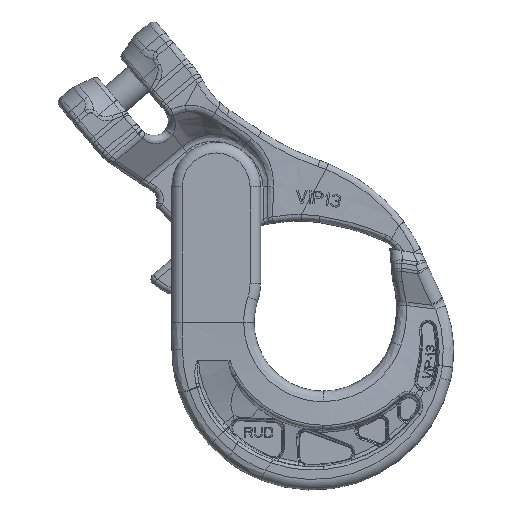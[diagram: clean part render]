
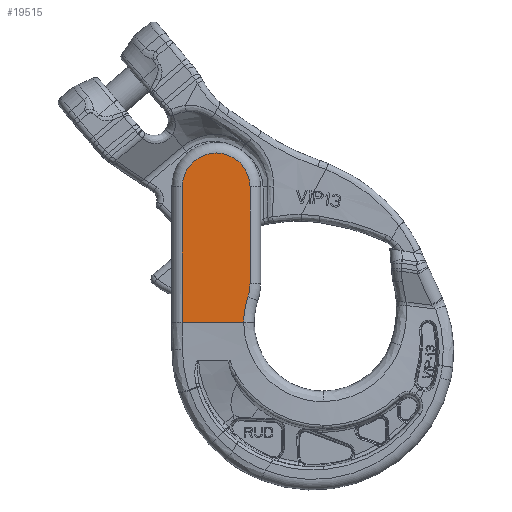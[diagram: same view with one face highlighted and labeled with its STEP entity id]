
A CAD part, top view. The second image highlights one B-rep face of the part: STEP entity #19515.
In plain terms, the highlighted planar face has unit normal (0, 0, 1).
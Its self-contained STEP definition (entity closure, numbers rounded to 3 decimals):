
#4259=CARTESIAN_POINT('',(0.,0.,18.));
#4260=DIRECTION('',(0.,0.,1.));
#4261=DIRECTION('',(-0.948,0.319,0.));
#4262=AXIS2_PLACEMENT_3D('',#4259,#4260,#4261);
#4264=CARTESIAN_POINT('',(-66.5,0.086,18.));
#4265=CARTESIAN_POINT('',(-65.564,0.087,18.));
#4266=CARTESIAN_POINT('',(-63.751,0.09,18.));
#4267=CARTESIAN_POINT('',(-61.239,0.093,
18.));
#4268=CARTESIAN_POINT('',(-58.843,0.097,
18.));
#4269=CARTESIAN_POINT('',(-56.514,0.101,
18.));
#4270=CARTESIAN_POINT('',(-54.208,0.106,
18.));
#4271=CARTESIAN_POINT('',(-51.91,0.11,
18.));
#4272=CARTESIAN_POINT('',(-49.614,0.115,
18.));
#4273=CARTESIAN_POINT('',(-47.309,0.121,
18.));
#4274=CARTESIAN_POINT('',(-44.974,0.127,
18.));
#4275=CARTESIAN_POINT('',(-42.585,0.134,
18.));
#4276=CARTESIAN_POINT('',(-40.082,0.143,
18.));
#4277=CARTESIAN_POINT('',(-38.369,0.149,
18.));
#4278=CARTESIAN_POINT('',(-37.5,0.153,
18.));
#4280=DIRECTION('',(0.,1.,0.));
#4281=VECTOR('',#4280,64.164);
#4282=CARTESIAN_POINT('',(-66.5,0.086,18.));
#4283=LINE('',#4282,#4281);
#4284=CARTESIAN_POINT('',(-50.5,64.25,18.));
#4285=DIRECTION('',(0.,0.,-1.));
#4286=DIRECTION('',(-1.,0.,0.));
#4287=AXIS2_PLACEMENT_3D('',#4284,#4285,#4286);
#4289=DIRECTION('',(0.,-1.,0.));
#4290=VECTOR('',#4289,45.92);
#4291=CARTESIAN_POINT('',(-34.5,64.25,18.));
#4292=LINE('',#4291,#4290);
#4293=CARTESIAN_POINT('',(-54.5,18.33,18.));
#4294=DIRECTION('',(0.,0.,-1.));
#4295=DIRECTION('',(1.,0.,0.));
#4296=AXIS2_PLACEMENT_3D('',#4293,#4294,#4295);
#9773=CARTESIAN_POINT('',(-35.543,11.955,18.));
#9774=CARTESIAN_POINT('',(-37.5,0.153,18.));
#9775=VERTEX_POINT('',#9773);
#9776=VERTEX_POINT('',#9774);
#9783=CARTESIAN_POINT('',(-34.5,18.33,18.));
#9784=VERTEX_POINT('',#9783);
#9787=CARTESIAN_POINT('',(-34.5,64.25,18.));
#9788=VERTEX_POINT('',#9787);
#9791=CARTESIAN_POINT('',(-66.5,64.25,18.));
#9792=VERTEX_POINT('',#9791);
#9793=CARTESIAN_POINT('',(-66.5,0.086,18.));
#9794=VERTEX_POINT('',#9793);
#19498=CARTESIAN_POINT('',(0.,0.,18.));
#19499=DIRECTION('',(0.,0.,1.));
#19500=DIRECTION('',(1.,0.,0.));
#19501=AXIS2_PLACEMENT_3D('',#19498,#19499,#19500);
#19502=PLANE('',#19501);
#19503=ORIENTED_EDGE('',*,*,#19489,.T.);
#19505=ORIENTED_EDGE('',*,*,#19504,.F.);
#19507=ORIENTED_EDGE('',*,*,#19506,.T.);
#19509=ORIENTED_EDGE('',*,*,#19508,.T.);
#19511=ORIENTED_EDGE('',*,*,#19510,.T.);
#19512=ORIENTED_EDGE('',*,*,#19477,.T.);
#19513=EDGE_LOOP('',(#19503,#19505,#19507,#19509,#19511,#19512));
#19514=FACE_OUTER_BOUND('',#19513,.F.);
#19515=ADVANCED_FACE('',(#19514),#19502,.T.);
#4263=CIRCLE('',#4262,37.5);
#4279=B_SPLINE_CURVE_WITH_KNOTS('',3,(#4264,#4265,#4266,#4267,#4268,#4269,#4270,
#4271,#4272,#4273,#4274,#4275,#4276,#4277,#4278),.UNSPECIFIED.,.F.,.F.,(4,1,1,1,
1,1,1,1,1,1,1,1,4),(0.,0.083,0.167,0.25,
0.333,0.417,0.5,0.583,0.667,
0.75,0.833,0.917,1.),.UNSPECIFIED.);
#4288=CIRCLE('',#4287,16.);
#4297=CIRCLE('',#4296,20.);
#19477=EDGE_CURVE('',#9784,#9775,#4297,.T.);
#19489=EDGE_CURVE('',#9775,#9776,#4263,.T.);
#19504=EDGE_CURVE('',#9794,#9776,#4279,.T.);
#19506=EDGE_CURVE('',#9794,#9792,#4283,.T.);
#19508=EDGE_CURVE('',#9792,#9788,#4288,.T.);
#19510=EDGE_CURVE('',#9788,#9784,#4292,.T.);
